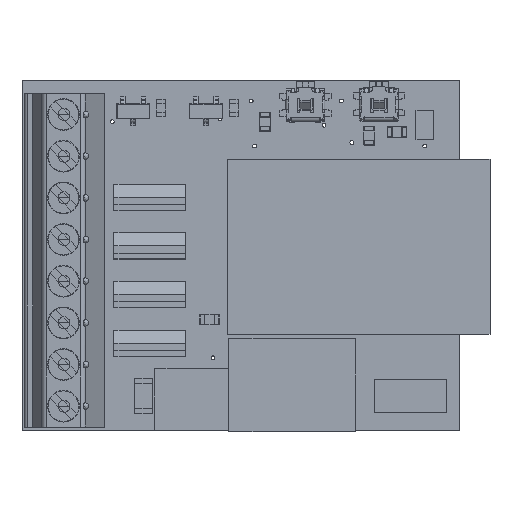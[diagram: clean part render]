
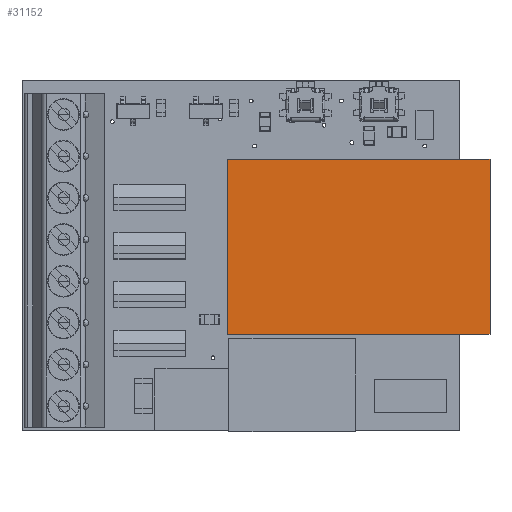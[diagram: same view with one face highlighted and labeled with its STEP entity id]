
A CAD part, top view. The second image highlights one B-rep face of the part: STEP entity #31152.
In plain terms, the highlighted planar face has unit normal (0, 0, 1).
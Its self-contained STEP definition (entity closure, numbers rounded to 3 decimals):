
#2113=PLANE('',#33737);
#3687=FACE_OUTER_BOUND('',#5522,.T.);
#5522=EDGE_LOOP('',(#26412,#26413,#26414,#26415));
#8486=LINE('',#49299,#12030);
#8489=LINE('',#49305,#12033);
#8492=LINE('',#49311,#12036);
#8494=LINE('',#49314,#12038);
#12030=VECTOR('',#39896,1.);
#12033=VECTOR('',#39901,1.);
#12036=VECTOR('',#39906,1.);
#12038=VECTOR('',#39910,1.);
#15769=VERTEX_POINT('',#49293);
#15771=VERTEX_POINT('',#49297);
#15773=VERTEX_POINT('',#49303);
#15775=VERTEX_POINT('',#49309);
#19472=EDGE_CURVE('',#15769,#15771,#8486,.T.);
#19475=EDGE_CURVE('',#15771,#15773,#8489,.T.);
#19478=EDGE_CURVE('',#15773,#15775,#8492,.T.);
#19480=EDGE_CURVE('',#15775,#15769,#8494,.T.);
#26412=ORIENTED_EDGE('',*,*,#19472,.T.);
#26413=ORIENTED_EDGE('',*,*,#19475,.T.);
#26414=ORIENTED_EDGE('',*,*,#19478,.T.);
#26415=ORIENTED_EDGE('',*,*,#19480,.T.);
#31152=ADVANCED_FACE('',(#3687),#2113,.T.);
#33737=AXIS2_PLACEMENT_3D('',#49316,#39913,#39914);
#39896=DIRECTION('',(1.,0.,0.));
#39901=DIRECTION('',(0.,1.,0.));
#39906=DIRECTION('',(-1.,0.,0.));
#39910=DIRECTION('',(0.,-1.,0.));
#39913=DIRECTION('center_axis',(0.,0.,1.));
#39914=DIRECTION('ref_axis',(1.,0.,0.));
#49293=CARTESIAN_POINT('',(-8.,-12.,3.));
#49297=CARTESIAN_POINT('',(8.,-12.,3.));
#49299=CARTESIAN_POINT('',(-8.,-12.,3.));
#49303=CARTESIAN_POINT('',(8.,12.,3.));
#49305=CARTESIAN_POINT('',(8.,-12.,3.));
#49309=CARTESIAN_POINT('',(-8.,12.,3.));
#49311=CARTESIAN_POINT('',(8.,12.,3.));
#49314=CARTESIAN_POINT('',(-8.,12.,3.));
#49316=CARTESIAN_POINT('Origin',(0.,0.,3.));
